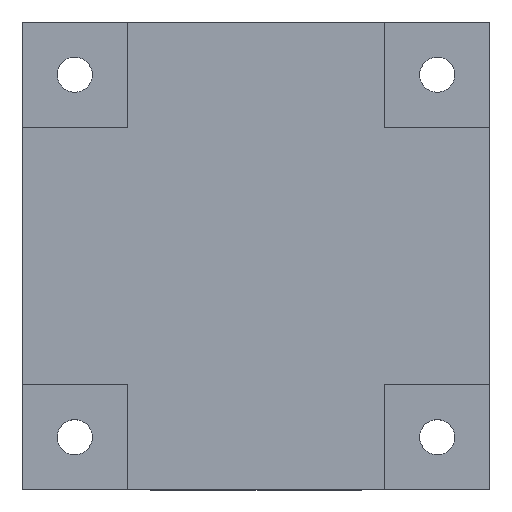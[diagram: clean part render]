
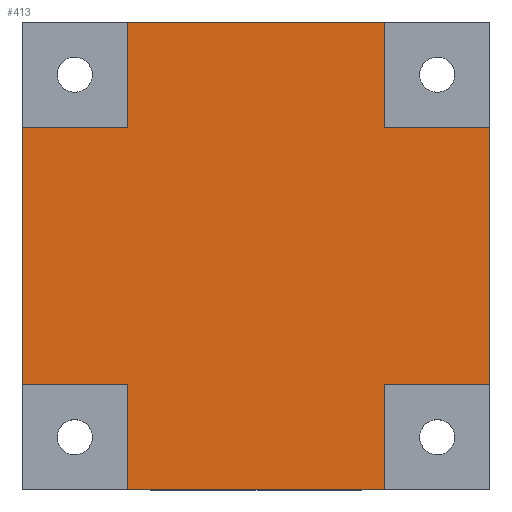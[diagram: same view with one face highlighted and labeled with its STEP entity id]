
A CAD part, top view. The second image highlights one B-rep face of the part: STEP entity #413.
In plain terms, the highlighted planar face has unit normal (0, 0, 1).
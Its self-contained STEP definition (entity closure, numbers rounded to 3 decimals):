
#64 = VERTEX_POINT('',#65);
#65 = CARTESIAN_POINT('',(-11.,20.,10.5));
#71 = EDGE_CURVE('',#64,#72,#74,.T.);
#72 = VERTEX_POINT('',#73);
#73 = CARTESIAN_POINT('',(11.,20.,10.5));
#74 = LINE('',#75,#76);
#75 = CARTESIAN_POINT('',(-20.,20.,10.5));
#76 = VECTOR('',#77,1.);
#77 = DIRECTION('',(1.,0.,0.));
#297 = VERTEX_POINT('',#298);
#298 = CARTESIAN_POINT('',(20.,11.,10.5));
#304 = EDGE_CURVE('',#297,#305,#307,.T.);
#305 = VERTEX_POINT('',#306);
#306 = CARTESIAN_POINT('',(20.,-11.,10.5));
#307 = LINE('',#308,#309);
#308 = CARTESIAN_POINT('',(20.,20.,10.5));
#309 = VECTOR('',#310,1.);
#310 = DIRECTION('',(0.,-1.,0.));
#394 = VERTEX_POINT('',#395);
#395 = CARTESIAN_POINT('',(11.,11.,10.5));
#403 = EDGE_CURVE('',#394,#72,#404,.T.);
#404 = LINE('',#405,#406);
#405 = CARTESIAN_POINT('',(11.,11.,10.5));
#406 = VECTOR('',#407,1.);
#407 = DIRECTION('',(0.,1.,0.));
#413 = ADVANCED_FACE('',(#414),#487,.T.);
#414 = FACE_BOUND('',#415,.T.);
#415 = EDGE_LOOP('',(#416,#417,#425,#433,#441,#449,#457,#465,#473,#479,
    #480,#486));
#416 = ORIENTED_EDGE('',*,*,#71,.F.);
#417 = ORIENTED_EDGE('',*,*,#418,.T.);
#418 = EDGE_CURVE('',#64,#419,#421,.T.);
#419 = VERTEX_POINT('',#420);
#420 = CARTESIAN_POINT('',(-11.,11.,10.5));
#421 = LINE('',#422,#423);
#422 = CARTESIAN_POINT('',(-11.,20.,10.5));
#423 = VECTOR('',#424,1.);
#424 = DIRECTION('',(0.,-1.,0.));
#425 = ORIENTED_EDGE('',*,*,#426,.T.);
#426 = EDGE_CURVE('',#419,#427,#429,.T.);
#427 = VERTEX_POINT('',#428);
#428 = CARTESIAN_POINT('',(-20.,11.,10.5));
#429 = LINE('',#430,#431);
#430 = CARTESIAN_POINT('',(-11.,11.,10.5));
#431 = VECTOR('',#432,1.);
#432 = DIRECTION('',(-1.,0.,0.));
#433 = ORIENTED_EDGE('',*,*,#434,.F.);
#434 = EDGE_CURVE('',#435,#427,#437,.T.);
#435 = VERTEX_POINT('',#436);
#436 = CARTESIAN_POINT('',(-20.,-11.,10.5));
#437 = LINE('',#438,#439);
#438 = CARTESIAN_POINT('',(-20.,-20.,10.5));
#439 = VECTOR('',#440,1.);
#440 = DIRECTION('',(0.,1.,0.));
#441 = ORIENTED_EDGE('',*,*,#442,.T.);
#442 = EDGE_CURVE('',#435,#443,#445,.T.);
#443 = VERTEX_POINT('',#444);
#444 = CARTESIAN_POINT('',(-11.,-11.,10.5));
#445 = LINE('',#446,#447);
#446 = CARTESIAN_POINT('',(-20.,-11.,10.5));
#447 = VECTOR('',#448,1.);
#448 = DIRECTION('',(1.,0.,0.));
#449 = ORIENTED_EDGE('',*,*,#450,.T.);
#450 = EDGE_CURVE('',#443,#451,#453,.T.);
#451 = VERTEX_POINT('',#452);
#452 = CARTESIAN_POINT('',(-11.,-20.,10.5));
#453 = LINE('',#454,#455);
#454 = CARTESIAN_POINT('',(-11.,-11.,10.5));
#455 = VECTOR('',#456,1.);
#456 = DIRECTION('',(0.,-1.,0.));
#457 = ORIENTED_EDGE('',*,*,#458,.F.);
#458 = EDGE_CURVE('',#459,#451,#461,.T.);
#459 = VERTEX_POINT('',#460);
#460 = CARTESIAN_POINT('',(11.,-20.,10.5));
#461 = LINE('',#462,#463);
#462 = CARTESIAN_POINT('',(20.,-20.,10.5));
#463 = VECTOR('',#464,1.);
#464 = DIRECTION('',(-1.,0.,0.));
#465 = ORIENTED_EDGE('',*,*,#466,.T.);
#466 = EDGE_CURVE('',#459,#467,#469,.T.);
#467 = VERTEX_POINT('',#468);
#468 = CARTESIAN_POINT('',(11.,-11.,10.5));
#469 = LINE('',#470,#471);
#470 = CARTESIAN_POINT('',(11.,-20.,10.5));
#471 = VECTOR('',#472,1.);
#472 = DIRECTION('',(0.,1.,0.));
#473 = ORIENTED_EDGE('',*,*,#474,.T.);
#474 = EDGE_CURVE('',#467,#305,#475,.T.);
#475 = LINE('',#476,#477);
#476 = CARTESIAN_POINT('',(11.,-11.,10.5));
#477 = VECTOR('',#478,1.);
#478 = DIRECTION('',(1.,0.,0.));
#479 = ORIENTED_EDGE('',*,*,#304,.F.);
#480 = ORIENTED_EDGE('',*,*,#481,.T.);
#481 = EDGE_CURVE('',#297,#394,#482,.T.);
#482 = LINE('',#483,#484);
#483 = CARTESIAN_POINT('',(20.,11.,10.5));
#484 = VECTOR('',#485,1.);
#485 = DIRECTION('',(-1.,0.,0.));
#486 = ORIENTED_EDGE('',*,*,#403,.T.);
#487 = PLANE('',#488);
#488 = AXIS2_PLACEMENT_3D('',#489,#490,#491);
#489 = CARTESIAN_POINT('',(0.,0.,10.5));
#490 = DIRECTION('',(0.,0.,1.));
#491 = DIRECTION('',(1.,0.,0.));
